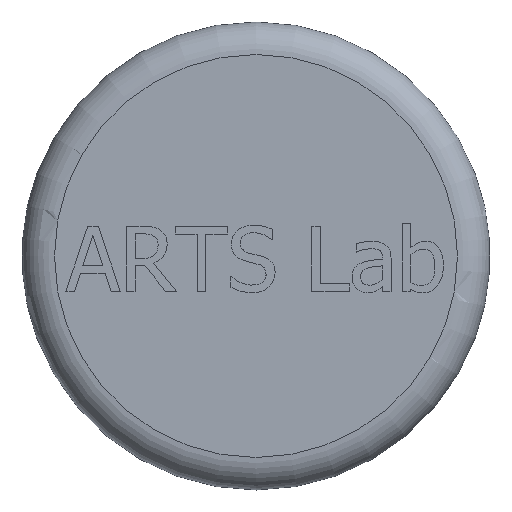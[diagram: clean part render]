
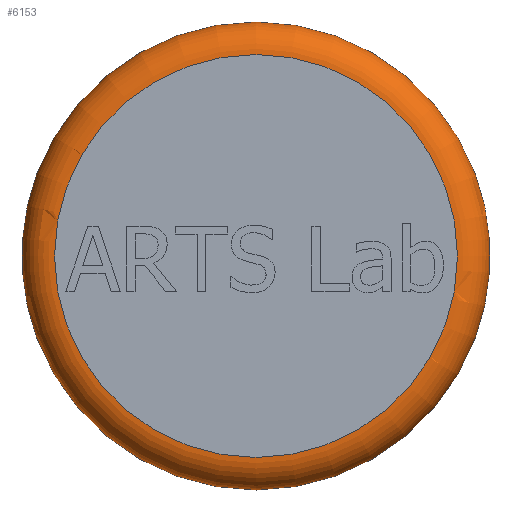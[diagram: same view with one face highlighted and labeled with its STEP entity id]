
A CAD part, front view. The second image highlights one B-rep face of the part: STEP entity #6153.
In plain terms, the highlighted toroidal (fillet/blend) face has major radius 62 mm and minor radius 10 mm.
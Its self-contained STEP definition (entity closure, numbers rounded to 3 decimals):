
#17=TOROIDAL_SURFACE('',#6392,62.,10.);
#44=CIRCLE('',#6303,62.);
#67=CIRCLE('',#6382,72.);
#68=CIRCLE('',#6383,72.);
#72=CIRCLE('',#6391,72.);
#73=CIRCLE('',#6393,10.);
#74=CIRCLE('',#6394,72.);
#75=CIRCLE('',#6395,72.);
#595=FACE_OUTER_BOUND('',#955,.T.);
#955=EDGE_LOOP('',(#5633,#5634,#5635,#5636,#5637,#5638,#5639,#5640));
#2881=VERTEX_POINT('',#11013);
#2899=VERTEX_POINT('',#11085);
#2914=VERTEX_POINT('',#11131);
#2945=VERTEX_POINT('',#11260);
#2950=VERTEX_POINT('',#11277);
#2953=VERTEX_POINT('',#11291);
#3737=EDGE_CURVE('',#2881,#2881,#44,.T.);
#3847=EDGE_CURVE('',#2953,#2950,#67,.T.);
#3848=EDGE_CURVE('',#2945,#2953,#68,.T.);
#3854=EDGE_CURVE('',#2899,#2914,#72,.T.);
#3855=EDGE_CURVE('',#2881,#2953,#73,.T.);
#3856=EDGE_CURVE('',#2950,#2899,#74,.T.);
#3857=EDGE_CURVE('',#2914,#2945,#75,.T.);
#5633=ORIENTED_EDGE('',*,*,#3737,.T.);
#5634=ORIENTED_EDGE('',*,*,#3855,.T.);
#5635=ORIENTED_EDGE('',*,*,#3847,.T.);
#5636=ORIENTED_EDGE('',*,*,#3856,.T.);
#5637=ORIENTED_EDGE('',*,*,#3854,.T.);
#5638=ORIENTED_EDGE('',*,*,#3857,.T.);
#5639=ORIENTED_EDGE('',*,*,#3848,.T.);
#5640=ORIENTED_EDGE('',*,*,#3855,.F.);
#6153=ADVANCED_FACE('',(#595),#17,.T.);
#6303=AXIS2_PLACEMENT_3D('',#11014,#7112,#7113);
#6382=AXIS2_PLACEMENT_3D('',#11292,#7341,#7342);
#6383=AXIS2_PLACEMENT_3D('',#11293,#7343,#7344);
#6391=AXIS2_PLACEMENT_3D('',#11305,#7361,#7362);
#6392=AXIS2_PLACEMENT_3D('',#11306,#7363,#7364);
#6393=AXIS2_PLACEMENT_3D('',#11307,#7365,#7366);
#6394=AXIS2_PLACEMENT_3D('',#11308,#7367,#7368);
#6395=AXIS2_PLACEMENT_3D('',#11309,#7369,#7370);
#7112=DIRECTION('center_axis',(0.,1.,0.));
#7113=DIRECTION('ref_axis',(-1.,0.,0.));
#7341=DIRECTION('center_axis',(0.,-1.,0.));
#7342=DIRECTION('ref_axis',(1.,0.,0.));
#7343=DIRECTION('center_axis',(0.,-1.,0.));
#7344=DIRECTION('ref_axis',(1.,0.,0.));
#7361=DIRECTION('center_axis',(0.,-1.,0.));
#7362=DIRECTION('ref_axis',(1.,0.,0.));
#7363=DIRECTION('center_axis',(0.,-1.,0.));
#7364=DIRECTION('ref_axis',(0.,0.,-1.));
#7365=DIRECTION('center_axis',(-1.,0.,0.));
#7366=DIRECTION('ref_axis',(0.,0.,1.));
#7367=DIRECTION('center_axis',(0.,-1.,0.));
#7368=DIRECTION('ref_axis',(1.,0.,0.));
#7369=DIRECTION('center_axis',(0.,-1.,0.));
#7370=DIRECTION('ref_axis',(1.,0.,0.));
#11013=CARTESIAN_POINT('',(0.,-10.,62.));
#11014=CARTESIAN_POINT('Origin',(0.,-10.,0.));
#11085=CARTESIAN_POINT('',(-67.409,0.,-25.3));
#11131=CARTESIAN_POINT('',(67.409,0.,-25.3));
#11260=CARTESIAN_POINT('',(67.409,0.,25.3));
#11277=CARTESIAN_POINT('',(-67.409,0.,25.3));
#11291=CARTESIAN_POINT('',(0.,0.,72.));
#11292=CARTESIAN_POINT('Origin',(0.,0.,0.));
#11293=CARTESIAN_POINT('Origin',(0.,0.,0.));
#11305=CARTESIAN_POINT('Origin',(0.,0.,0.));
#11306=CARTESIAN_POINT('Origin',(0.,0.,0.));
#11307=CARTESIAN_POINT('Origin',(0.,0.,62.));
#11308=CARTESIAN_POINT('Origin',(0.,0.,0.));
#11309=CARTESIAN_POINT('Origin',(0.,0.,0.));
